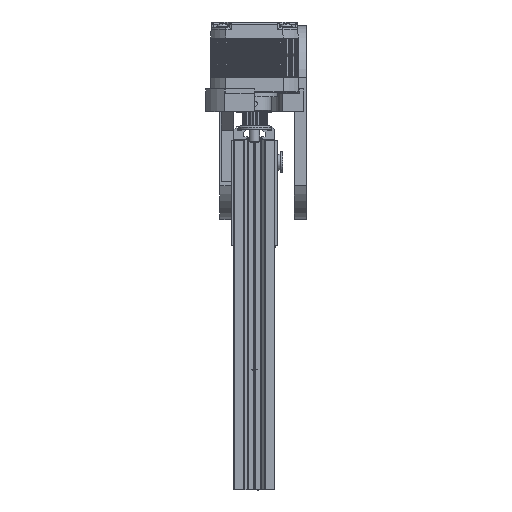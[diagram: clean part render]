
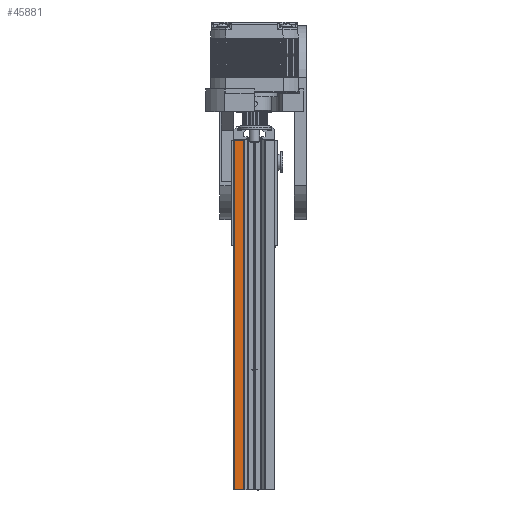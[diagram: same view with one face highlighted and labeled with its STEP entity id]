
A CAD part, front view. The second image highlights one B-rep face of the part: STEP entity #45881.
In plain terms, the highlighted planar face has unit normal (0, -1, 0).
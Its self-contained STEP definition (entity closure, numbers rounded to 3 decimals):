
#3751=PLANE('',#51818);
#6359=FACE_OUTER_BOUND('',#9144,.T.);
#9144=EDGE_LOOP('',(#41957,#41958,#41959,#41960));
#11246=LINE('',#114335,#13586);
#11368=LINE('',#114708,#13708);
#11387=LINE('',#114842,#13727);
#11388=LINE('',#114843,#13728);
#13586=VECTOR('',#65206,10.);
#13708=VECTOR('',#65494,1000.);
#13727=VECTOR('',#65539,10.);
#13728=VECTOR('',#65540,10.);
#21310=VERTEX_POINT('',#114332);
#21311=VERTEX_POINT('',#114334);
#21410=VERTEX_POINT('',#114705);
#21411=VERTEX_POINT('',#114707);
#28131=EDGE_CURVE('',#21311,#21310,#11246,.T.);
#28284=EDGE_CURVE('',#21410,#21411,#11368,.T.);
#28311=EDGE_CURVE('',#21310,#21411,#11387,.T.);
#28312=EDGE_CURVE('',#21311,#21410,#11388,.T.);
#41957=ORIENTED_EDGE('',*,*,#28131,.T.);
#41958=ORIENTED_EDGE('',*,*,#28311,.T.);
#41959=ORIENTED_EDGE('',*,*,#28284,.F.);
#41960=ORIENTED_EDGE('',*,*,#28312,.F.);
#45881=ADVANCED_FACE('',(#6359),#3751,.F.);
#51818=AXIS2_PLACEMENT_3D('',#114841,#65537,#65538);
#65206=DIRECTION('',(1.,0.,0.));
#65494=DIRECTION('',(1.,0.,0.));
#65537=DIRECTION('center_axis',(0.,1.,0.));
#65538=DIRECTION('ref_axis',(-1.,0.,0.));
#65539=DIRECTION('',(0.,0.,1.));
#65540=DIRECTION('',(0.,0.,1.));
#114332=CARTESIAN_POINT('',(-4.907,-228.576,-179.661));
#114334=CARTESIAN_POINT('',(-9.824,-228.576,-179.661));
#114335=CARTESIAN_POINT('',(-5.024,-228.576,-179.661));
#114705=CARTESIAN_POINT('',(-9.824,-228.576,-9.661));
#114707=CARTESIAN_POINT('',(-4.907,-228.576,-9.661));
#114708=CARTESIAN_POINT('',(-0.024,-228.576,-9.661));
#114841=CARTESIAN_POINT('Origin',(-10.024,-228.576,-120.937));
#114842=CARTESIAN_POINT('',(-4.907,-228.576,-120.937));
#114843=CARTESIAN_POINT('',(-9.824,-228.576,-120.937));
